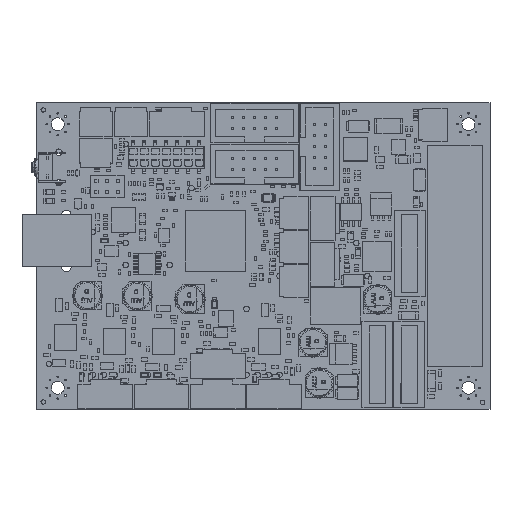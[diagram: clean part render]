
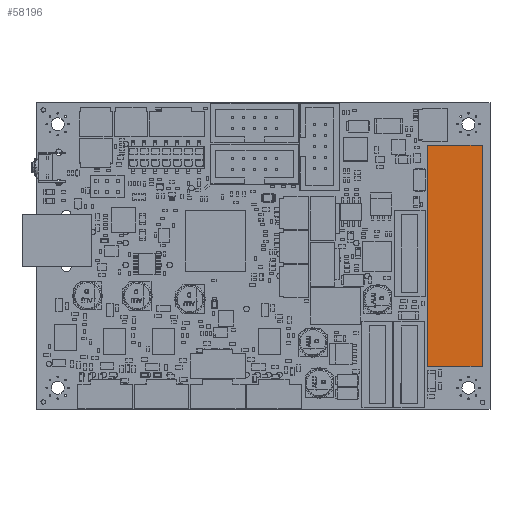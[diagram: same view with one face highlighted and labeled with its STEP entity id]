
A CAD part, top view. The second image highlights one B-rep face of the part: STEP entity #58196.
In plain terms, the highlighted planar face has unit normal (0, 0, 1).
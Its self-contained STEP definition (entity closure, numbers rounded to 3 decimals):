
#58067 = VERTEX_POINT('',#58068);
#58068 = CARTESIAN_POINT('',(6.349,-25.59,13.462));
#58074 = EDGE_CURVE('',#58067,#58075,#58077,.T.);
#58075 = VERTEX_POINT('',#58076);
#58076 = CARTESIAN_POINT('',(-6.349,-25.59,13.462));
#58077 = LINE('',#58078,#58079);
#58078 = CARTESIAN_POINT('',(6.349,-25.59,13.462));
#58079 = VECTOR('',#58080,1.);
#58080 = DIRECTION('',(-1.,0.,0.));
#58105 = EDGE_CURVE('',#58075,#58106,#58108,.T.);
#58106 = VERTEX_POINT('',#58107);
#58107 = CARTESIAN_POINT('',(-6.349,25.59,13.462));
#58108 = LINE('',#58109,#58110);
#58109 = CARTESIAN_POINT('',(-6.349,-25.59,13.462));
#58110 = VECTOR('',#58111,1.);
#58111 = DIRECTION('',(0.,1.,0.));
#58136 = EDGE_CURVE('',#58106,#58137,#58139,.T.);
#58137 = VERTEX_POINT('',#58138);
#58138 = CARTESIAN_POINT('',(6.349,25.59,13.462));
#58139 = LINE('',#58140,#58141);
#58140 = CARTESIAN_POINT('',(-6.349,25.59,13.462));
#58141 = VECTOR('',#58142,1.);
#58142 = DIRECTION('',(1.,0.,0.));
#58167 = EDGE_CURVE('',#58137,#58067,#58168,.T.);
#58168 = LINE('',#58169,#58170);
#58169 = CARTESIAN_POINT('',(6.349,25.59,13.462));
#58170 = VECTOR('',#58171,1.);
#58171 = DIRECTION('',(0.,-1.,0.));
#58196 = ADVANCED_FACE('',(#58197),#58203,.T.);
#58197 = FACE_BOUND('',#58198,.F.);
#58198 = EDGE_LOOP('',(#58199,#58200,#58201,#58202));
#58199 = ORIENTED_EDGE('',*,*,#58074,.T.);
#58200 = ORIENTED_EDGE('',*,*,#58105,.T.);
#58201 = ORIENTED_EDGE('',*,*,#58136,.T.);
#58202 = ORIENTED_EDGE('',*,*,#58167,.T.);
#58203 = PLANE('',#58204);
#58204 = AXIS2_PLACEMENT_3D('',#58205,#58206,#58207);
#58205 = CARTESIAN_POINT('',(6.349,-25.59,13.462));
#58206 = DIRECTION('',(0.,0.,1.));
#58207 = DIRECTION('',(1.,0.,0.));
